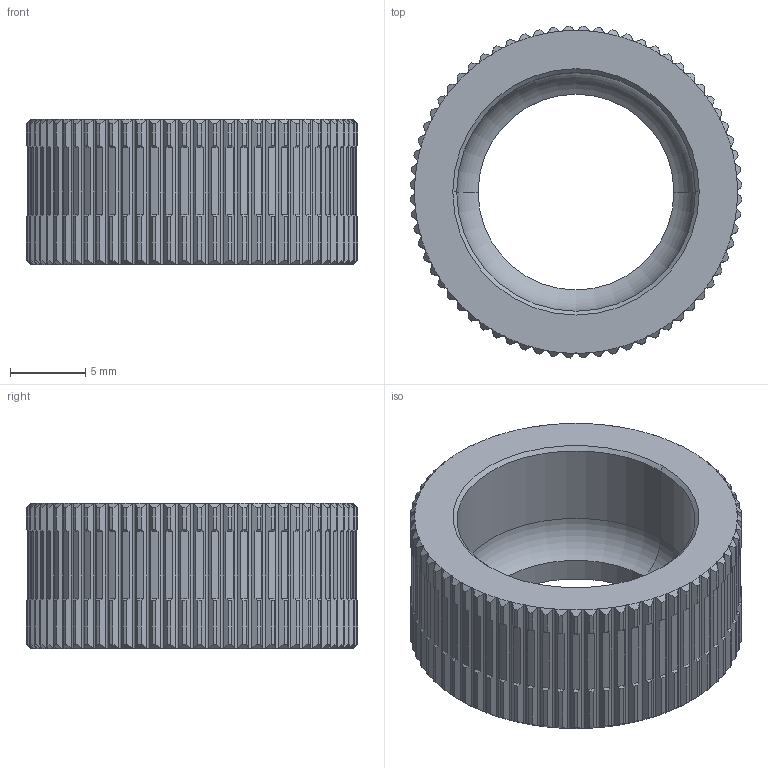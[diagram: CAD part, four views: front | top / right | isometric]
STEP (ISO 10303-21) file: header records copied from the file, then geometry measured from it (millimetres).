
FILE_DESCRIPTION (( 'STEP AP203' ), '1' );
FILE_NAME ('11520.STEP', '2018-01-29T14:37:57', ( 'tkrafton' ), ( 'Microsoft' ), 'SwSTEP 2.0', 'SolidWorks 2017', '' );
FILE_SCHEMA (( 'CONFIG_CONTROL_DESIGN' ));
Length unit declared in the file: millimetre
Products named in the file (1): 11520
Bounding box: 22.03 x 22.03 x 9.65 mm (x, y, z)
Volume: 1808.2 mm3; surface area: 1674.4 mm2
Topology: 1 solids, 1 shells, 707 faces, 2109 edges, 1404 vertices
Faces by surface type: cylinder 293, cone 274, plane 138, torus 2
Entity records: 24858 total; most frequent: CARTESIAN_POINT 6693, ORIENTED_EDGE 4218, DIRECTION 3419, EDGE_CURVE 2109, AXIS2_PLACEMENT_3D 1426, VERTEX_POINT 1404, B_SPLINE_CURVE_WITH_KNOTS 824, CIRCLE 718
